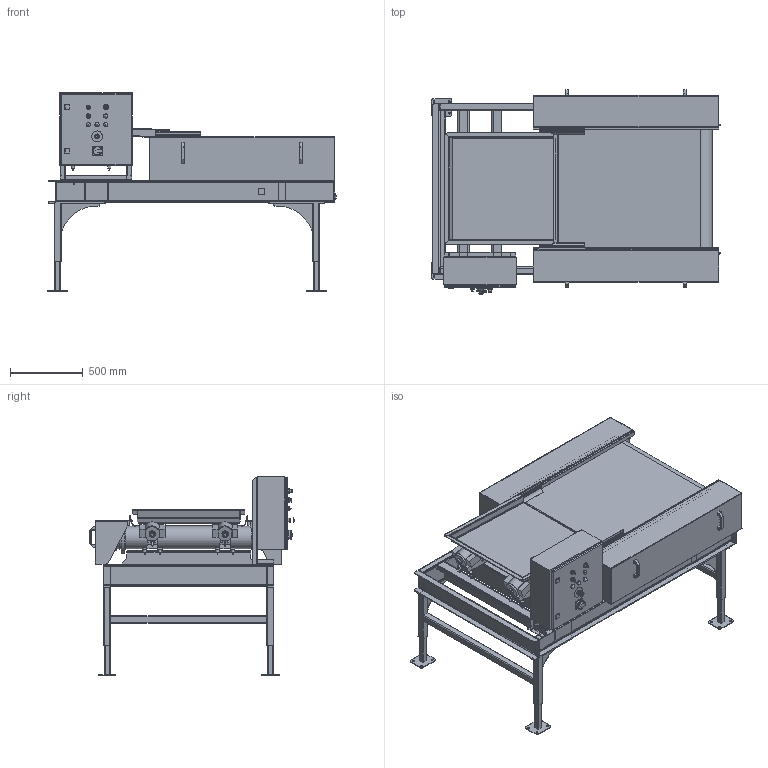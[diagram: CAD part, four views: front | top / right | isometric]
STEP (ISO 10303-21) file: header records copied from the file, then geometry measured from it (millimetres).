
FILE_DESCRIPTION(/* description */ ('RHPS-08-H153-RR-MS-SM-1PU16-N'),/* implementation_level */ '2;1');
FILE_NAME(/* name */ 'E0152607.stp',/* time_stamp */ '2022-05-12T10:54:02+02:00',/* author */ ('tt'),/* organization */ (''),/* preprocessor_version */ 'ST-DEVELOPER v18.1',/* originating_system */ 'Autodesk Inventor 2021',/* authorisation */ '');
FILE_SCHEMA (('AUTOMOTIVE_DESIGN { 1 0 10303 214 3 1 1 }'));
Products named in the file (3): E0141457; E0141471; E0147259
Assembly tree (2 placements, depth 2):
  E0141457
    E0141471
    E0147259
Bounding box: 1984.18 x 1403 x 1363 mm (x, y, z)
Volume: 281734396.3 mm3; surface area: 15921745.7 mm2
Topology: 17 solids, 17 shells, 2055 faces, 5286 edges, 3283 vertices
Faces by surface type: plane 1056, cylinder 718, bspline 151, cone 51, sphere 44, torus 35
Full cylindrical faces by diameter (mm): 0.2 x2, 6 x9, 6.5 x8, 8 x1, 9.5 x3, 10 x2, 11 x16, 12 x4, 15.5 x1, 18 x1, 20 x1, 21.413 x2, 22.967 x2, 23.056 x2, 23.5 x1, 23.695 x2, 24.3 x1, 25 x2, 27 x2, 27.7 x1, 28 x1, 28.2 x2, 28.3 x1, 36 x1, 39.5 x2, 40 x2, 41.5 x2, 61.6 x1, 64.8 x1, 65 x1
Entity records: 75915 total; most frequent: CARTESIAN_POINT 23247, DIRECTION 10504, ORIENTED_EDGE 10500, EDGE_CURVE 5250, AXIS2_PLACEMENT_3D 3635, VERTEX_POINT 3283, LINE 3234, VECTOR 3234
